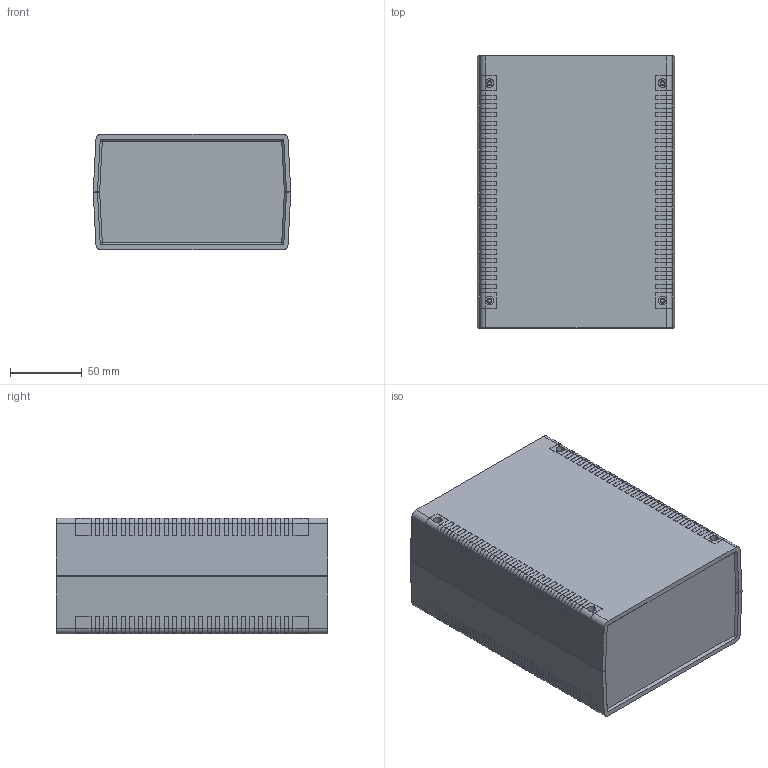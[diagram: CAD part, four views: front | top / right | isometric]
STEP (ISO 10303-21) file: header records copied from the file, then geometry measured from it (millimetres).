
FILE_DESCRIPTION (( 'STEP AP214' ), '1' );
FILE_NAME ('G768.STEP', '2013-06-06T07:35:19', ( 'NEF User' ), ( 'NEF User' ), 'SwSTEP 2.0', 'SolidWorks 2012', '' );
FILE_SCHEMA (( 'AUTOMOTIVE_DESIGN' ));
Length unit declared in the file: millimetre
Products named in the file (1): G768
Bounding box: 138 x 190 x 81 mm (x, y, z)
Volume: 311991.1 mm3; surface area: 225965.1 mm2
Topology: 4 solids, 4 shells, 1342 faces, 3782 edges, 2484 vertices
Faces by surface type: plane 990, cylinder 292, cone 60
Entity records: 43155 total; most frequent: CARTESIAN_POINT 7813, ORIENTED_EDGE 7564, DIRECTION 7120, EDGE_CURVE 3782, LINE 3034, VECTOR 3034, VERTEX_POINT 2484, AXIS2_PLACEMENT_3D 2043
